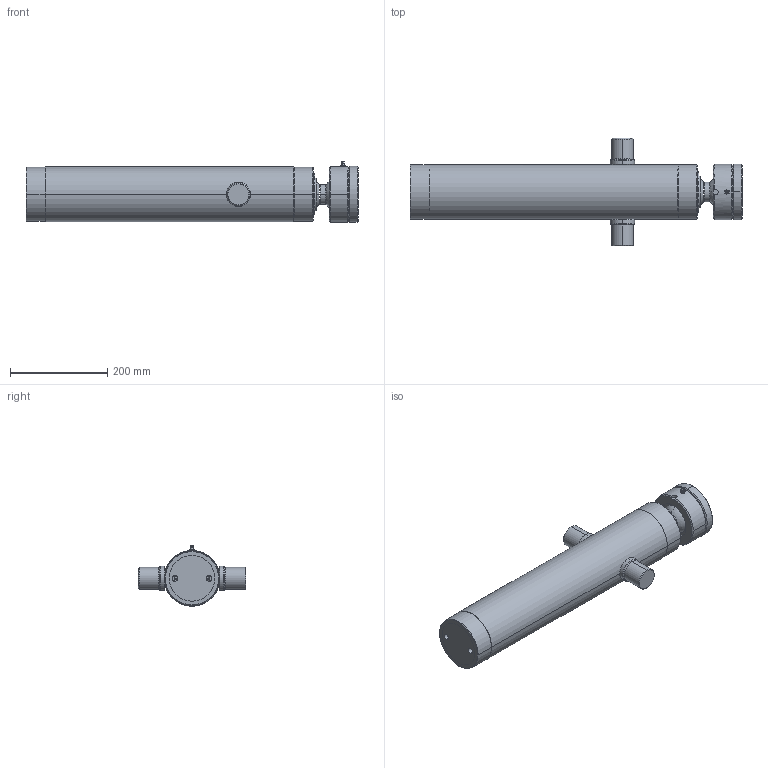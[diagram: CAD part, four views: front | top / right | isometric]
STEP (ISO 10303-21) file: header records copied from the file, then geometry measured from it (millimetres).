
FILE_DESCRIPTION (( 'STEP AP203' ), '1' );
FILE_NAME ('203.IR.STEP', '2023-09-13T06:46:49', ( '' ), ( '' ), 'SwSTEP 2.0', 'SolidWorks 2021', '' );
FILE_SCHEMA (( 'CONFIG_CONTROL_DESIGN' ));
Length unit declared in the file: millimetre
Products named in the file (1): 203.IR
Bounding box: 683 x 221.8 x 124.5 mm (x, y, z)
Surface area: 584936 mm2 (no closed solid volume)
Topology: 0 solids, 15 shells, 129 faces, 319 edges, 204 vertices
Faces by surface type: cylinder 43, cone 43, plane 25, torus 10, sphere 8
Entity records: 4109 total; most frequent: CARTESIAN_POINT 904, DIRECTION 752, ORIENTED_EDGE 546, AXIS2_PLACEMENT_3D 317, EDGE_CURVE 314, VERTEX_POINT 201, CIRCLE 187, EDGE_LOOP 145
